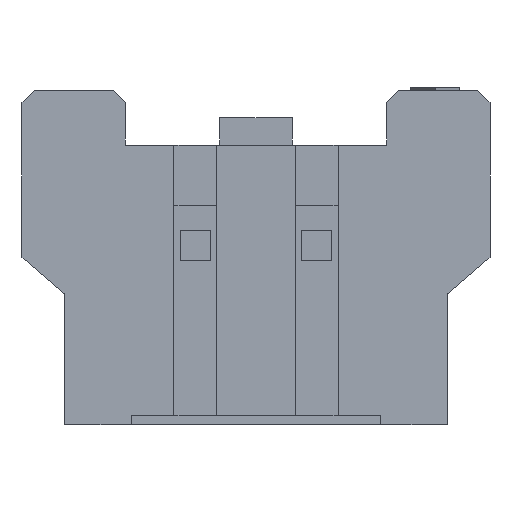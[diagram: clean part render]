
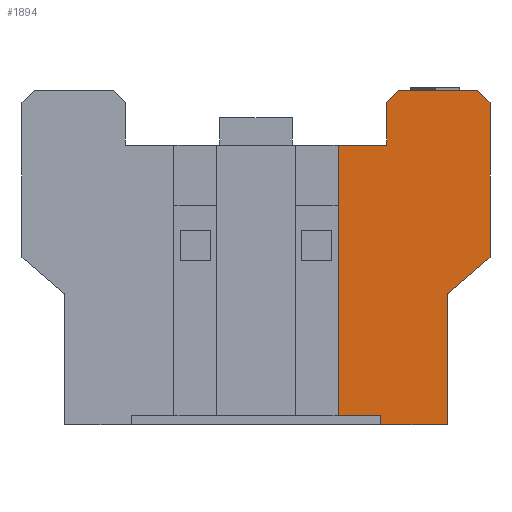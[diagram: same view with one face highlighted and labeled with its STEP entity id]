
A CAD part, front view. The second image highlights one B-rep face of the part: STEP entity #1894.
In plain terms, the highlighted planar face has unit normal (0, -1, 0).
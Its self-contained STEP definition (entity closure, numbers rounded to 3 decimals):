
#37=DIRECTION('',(1.,0.,0.));
#38=VECTOR('',#37,1.1);
#39=CARTESIAN_POINT('',(2.05,-4.25,-2.75));
#40=LINE('',#39,#38);
#93=DIRECTION('',(0.,0.,1.));
#94=VECTOR('',#93,4.45);
#95=CARTESIAN_POINT('',(1.35,-4.25,-2.6));
#96=LINE('',#95,#94);
#97=DIRECTION('',(-1.,0.,0.));
#98=VECTOR('',#97,0.8);
#99=CARTESIAN_POINT('',(2.15,-4.25,1.85));
#100=LINE('',#99,#98);
#101=DIRECTION('',(0.,0.,-1.));
#102=VECTOR('',#101,0.7);
#103=CARTESIAN_POINT('',(2.15,-4.25,2.55));
#104=LINE('',#103,#102);
#105=DIRECTION('',(0.759,0.,0.651));
#106=VECTOR('',#105,0.922);
#107=CARTESIAN_POINT('',(3.15,-4.25,-0.6));
#108=LINE('',#107,#106);
#109=DIRECTION('',(0.,0.,1.));
#110=VECTOR('',#109,2.15);
#111=CARTESIAN_POINT('',(3.15,-4.25,-2.75));
#112=LINE('',#111,#110);
#113=DIRECTION('',(0.,0.,1.));
#114=VECTOR('',#113,0.15);
#115=CARTESIAN_POINT('',(2.05,-4.25,-2.75));
#116=LINE('',#115,#114);
#117=DIRECTION('',(1.,0.,0.));
#118=VECTOR('',#117,0.7);
#119=CARTESIAN_POINT('',(1.35,-4.25,-2.6));
#120=LINE('',#119,#118);
#769=DIRECTION('',(-0.707,0.,-0.707));
#770=VECTOR('',#769,0.283);
#771=CARTESIAN_POINT('',(2.35,-4.25,2.75));
#772=LINE('',#771,#770);
#797=DIRECTION('',(1.,0.,0.));
#798=VECTOR('',#797,1.3);
#799=CARTESIAN_POINT('',(2.35,-4.25,2.75));
#800=LINE('',#799,#798);
#1137=DIRECTION('',(0.707,0.,-0.707));
#1138=VECTOR('',#1137,0.283);
#1139=CARTESIAN_POINT('',(3.65,-4.25,2.75));
#1140=LINE('',#1139,#1138);
#1145=DIRECTION('',(0.,0.,1.));
#1146=VECTOR('',#1145,2.55);
#1147=CARTESIAN_POINT('',(3.85,-4.25,0.));
#1148=LINE('',#1147,#1146);
#1305=CARTESIAN_POINT('',(1.35,-4.25,-2.6));
#1306=CARTESIAN_POINT('',(1.35,-4.25,1.85));
#1307=VERTEX_POINT('',#1305);
#1308=VERTEX_POINT('',#1306);
#1313=CARTESIAN_POINT('',(2.15,-4.25,1.85));
#1314=VERTEX_POINT('',#1313);
#1363=CARTESIAN_POINT('',(2.05,-4.25,-2.6));
#1364=VERTEX_POINT('',#1363);
#1377=CARTESIAN_POINT('',(2.05,-4.25,-2.75));
#1378=VERTEX_POINT('',#1377);
#1385=CARTESIAN_POINT('',(3.15,-4.25,-2.75));
#1387=VERTEX_POINT('',#1385);
#1395=CARTESIAN_POINT('',(3.15,-4.25,-0.6));
#1396=VERTEX_POINT('',#1395);
#1397=CARTESIAN_POINT('',(3.85,-4.25,0.));
#1398=VERTEX_POINT('',#1397);
#1585=CARTESIAN_POINT('',(2.35,-4.25,2.75));
#1587=VERTEX_POINT('',#1585);
#1589=CARTESIAN_POINT('',(2.15,-4.25,2.55));
#1591=VERTEX_POINT('',#1589);
#1593=CARTESIAN_POINT('',(3.65,-4.25,2.75));
#1595=VERTEX_POINT('',#1593);
#1597=CARTESIAN_POINT('',(3.85,-4.25,2.55));
#1599=VERTEX_POINT('',#1597);
#1865=CARTESIAN_POINT('',(-3.85,-4.25,-2.75));
#1866=DIRECTION('',(0.,-1.,0.));
#1867=DIRECTION('',(1.,0.,0.));
#1868=AXIS2_PLACEMENT_3D('',#1865,#1866,#1867);
#1869=PLANE('',#1868);
#1871=ORIENTED_EDGE('',*,*,#1870,.T.);
#1873=ORIENTED_EDGE('',*,*,#1872,.F.);
#1875=ORIENTED_EDGE('',*,*,#1874,.F.);
#1877=ORIENTED_EDGE('',*,*,#1876,.F.);
#1879=ORIENTED_EDGE('',*,*,#1878,.T.);
#1881=ORIENTED_EDGE('',*,*,#1880,.T.);
#1883=ORIENTED_EDGE('',*,*,#1882,.F.);
#1885=ORIENTED_EDGE('',*,*,#1884,.F.);
#1886=ORIENTED_EDGE('',*,*,#1851,.F.);
#1887=ORIENTED_EDGE('',*,*,#1748,.F.);
#1889=ORIENTED_EDGE('',*,*,#1888,.T.);
#1891=ORIENTED_EDGE('',*,*,#1890,.F.);
#1892=EDGE_LOOP('',(#1871,#1873,#1875,#1877,#1879,#1881,#1883,#1885,#1886,#1887,
#1889,#1891));
#1893=FACE_OUTER_BOUND('',#1892,.F.);
#1894=ADVANCED_FACE('',(#1893),#1869,.T.);
#1748=EDGE_CURVE('',#1378,#1387,#40,.T.);
#1851=EDGE_CURVE('',#1387,#1396,#112,.T.);
#1870=EDGE_CURVE('',#1307,#1308,#96,.T.);
#1872=EDGE_CURVE('',#1314,#1308,#100,.T.);
#1874=EDGE_CURVE('',#1591,#1314,#104,.T.);
#1876=EDGE_CURVE('',#1587,#1591,#772,.T.);
#1878=EDGE_CURVE('',#1587,#1595,#800,.T.);
#1880=EDGE_CURVE('',#1595,#1599,#1140,.T.);
#1882=EDGE_CURVE('',#1398,#1599,#1148,.T.);
#1884=EDGE_CURVE('',#1396,#1398,#108,.T.);
#1888=EDGE_CURVE('',#1378,#1364,#116,.T.);
#1890=EDGE_CURVE('',#1307,#1364,#120,.T.);
